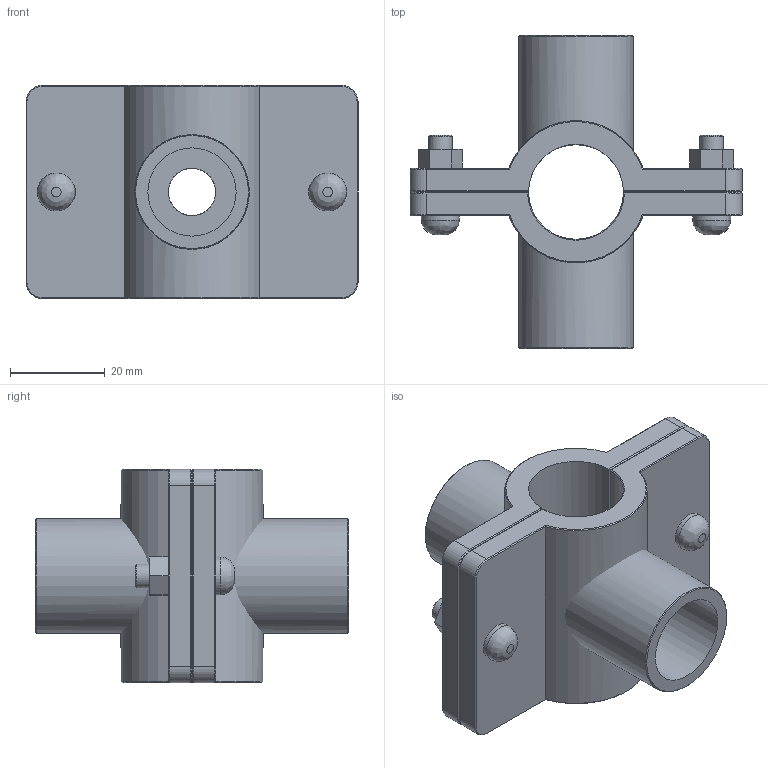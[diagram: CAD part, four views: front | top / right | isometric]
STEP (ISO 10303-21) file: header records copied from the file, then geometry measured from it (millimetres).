
FILE_DESCRIPTION(/* description */ ('PLASSON DOUBLE SADDLE 20-1/2"'),/* implementation_level */ '2;1');
FILE_NAME(/* name */ '161760020005_161860020005.ipt.stp',/* time_stamp */ '2017-06-18T09:26:11+03:00',/* author */ ('KIM'),/* organization */ (''),/* preprocessor_version */ 'ST-DEVELOPER v15.6',/* originating_system */ 'Autodesk Inventor 2015',/* authorisation */ '');
FILE_SCHEMA (('AUTOMOTIVE_DESIGN { 1 0 10303 214 3 1 1 }'));
Length unit declared in the file: millimetre
Products named in the file (1): 161760020005_161860020005
Bounding box: 70 x 66 x 45 mm (x, y, z)
Volume: 47679.1 mm3; surface area: 25297.8 mm2
Topology: 2 solids, 2 shells, 121 faces, 284 edges, 177 vertices
Faces by surface type: plane 66, cone 27, cylinder 26, bspline 2
Full cylindrical faces by diameter (mm): 5 x2, 8 x4, 10 x4, 18.631 x2, 21.6 x1, 24.22 x1
Entity records: 3669 total; most frequent: CARTESIAN_POINT 963, DIRECTION 550, ORIENTED_EDGE 526, EDGE_CURVE 263, AXIS2_PLACEMENT_3D 199, VERTEX_POINT 174, EDGE_LOOP 161, LINE 152
